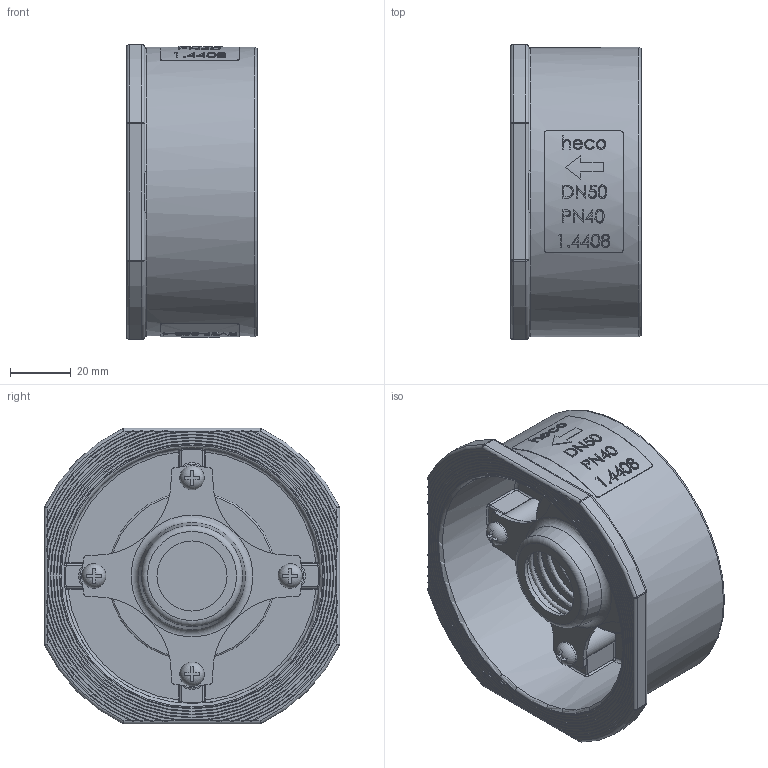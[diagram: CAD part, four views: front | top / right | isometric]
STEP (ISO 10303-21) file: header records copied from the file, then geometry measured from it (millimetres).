
FILE_DESCRIPTION (( 'STEP AP214' ), '1' );
FILE_NAME ('RVZF-050-4 Rückschlagventil Zwischenflansch heco step214.STEP', '2012-07-16T09:21:06', ( 'test' ), ( '' ), 'SwSTEP 2.0', 'SolidWorks 2011', '' );
FILE_SCHEMA (( 'AUTOMOTIVE_DESIGN' ));
Length unit declared in the file: millimetre
Products named in the file (1): RVZF-050-4 Rückschlagventil Zwischenflansch heco step214
Bounding box: 43 x 97 x 97 mm (x, y, z)
Volume: 129337.9 mm3; surface area: 50182 mm2
Topology: 1 solids, 1 shells, 818 faces, 2113 edges, 1364 vertices
Faces by surface type: plane 370, bspline 207, cylinder 143, torus 80, sphere 16, cone 2
Full cylindrical faces by diameter (mm): 8 x4, 9 x4, 23 x1, 47 x1, 55 x1, 84 x1, 95 x1
Entity records: 42686 total; most frequent: CARTESIAN_POINT 15645, ORIENTED_EDGE 4000, DIRECTION 3151, EDGE_CURVE 2000, VERTEX_POINT 1316, AXIS2_PLACEMENT_3D 1128, EDGE_LOOP 960, VECTOR 895
